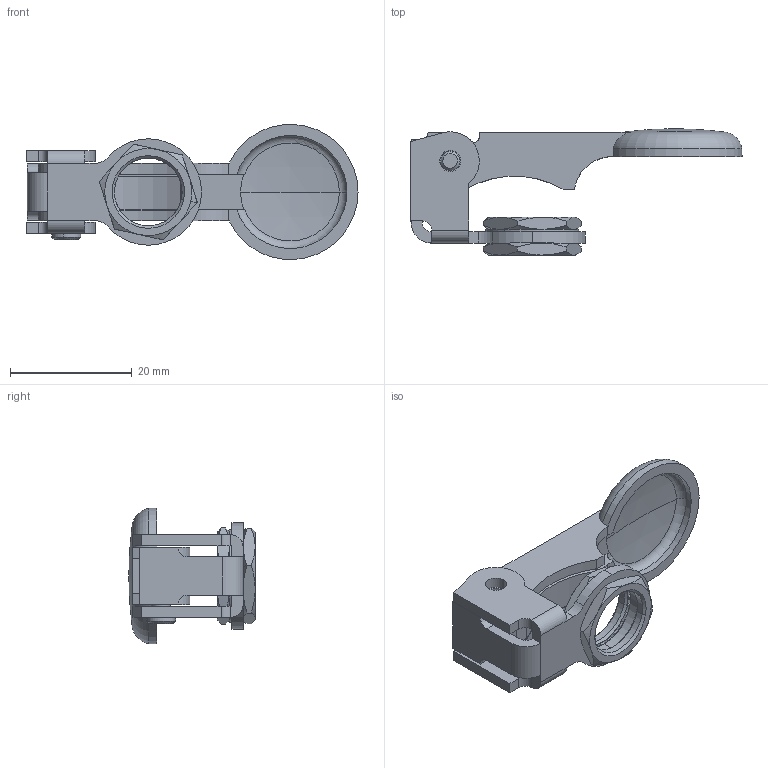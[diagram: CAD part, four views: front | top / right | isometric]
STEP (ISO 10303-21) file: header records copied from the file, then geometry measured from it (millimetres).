
FILE_DESCRIPTION (( 'STEP AP214' ), '1' );
FILE_NAME ('GV-TMB.step', '2018-10-25T18:27:58', ( '' ), ( '' ), 'SwSTEP 2.0', 'SolidWorks 2018', '' );
FILE_SCHEMA (( 'AUTOMOTIVE_DESIGN' ));
Length unit declared in the file: inch
Products named in the file (1): GV-TMB
Bounding box: 54.55 x 20.76 x 22.19 mm (x, y, z)
Volume: 4242.9 mm3; surface area: 5773.1 mm2
Topology: 8 solids, 8 shells, 304 faces, 799 edges, 514 vertices
Faces by surface type: cylinder 128, plane 128, cone 40, sphere 4, torus 4
Entity records: 13732 total; most frequent: CARTESIAN_POINT 1948, DIRECTION 1667, ORIENTED_EDGE 1598, EDGE_CURVE 799, AXIS2_PLACEMENT_3D 617, VERTEX_POINT 514, VECTOR 433, LINE 433
